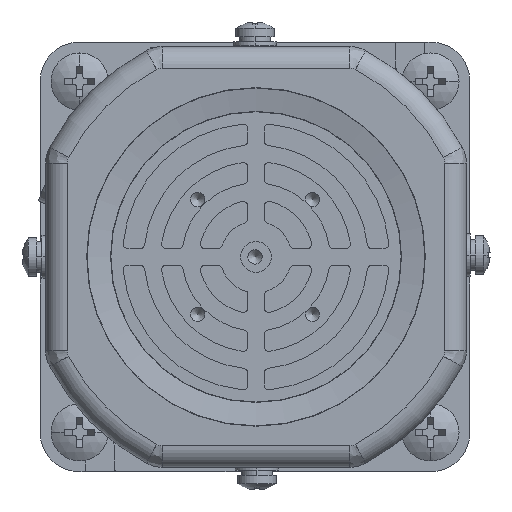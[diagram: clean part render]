
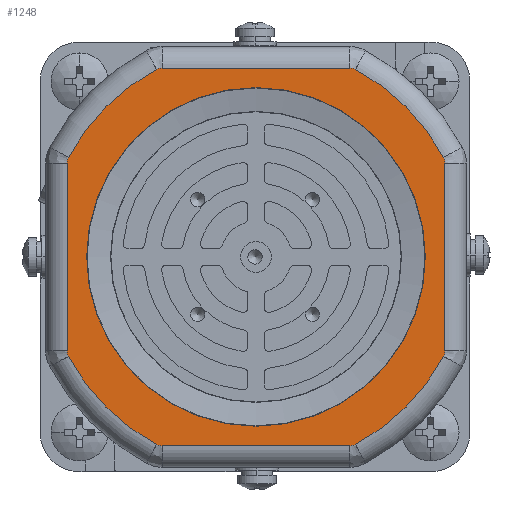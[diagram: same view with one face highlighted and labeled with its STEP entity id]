
A CAD part, left-side view. The second image highlights one B-rep face of the part: STEP entity #1248.
In plain terms, the highlighted planar face has unit normal (-1, 0, 0).
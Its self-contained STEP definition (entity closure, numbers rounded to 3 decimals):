
#353=FACE_BOUND('',#3218,.T.);
#625=PLANE('',#14466);
#1248=ADVANCED_FACE('',(#2385,#353),#625,.F.);
#2385=FACE_OUTER_BOUND('',#3217,.T.);
#3217=EDGE_LOOP('',(#7299,#7300,#7301,#7302,#7303,#7304,#7305,#7306,#7307,
#7308,#7309,#7310,#7311,#7312,#7313,#7314));
#3218=EDGE_LOOP('',(#7315));
#4177=LINE('',#22295,#5043);
#4178=LINE('',#22303,#5044);
#4179=LINE('',#22311,#5045);
#4180=LINE('',#22319,#5046);
#5043=VECTOR('',#17482,1.);
#5044=VECTOR('',#17489,1.);
#5045=VECTOR('',#17496,1.);
#5046=VECTOR('',#17503,1.);
#7299=ORIENTED_EDGE('',*,*,#11688,.T.);
#7300=ORIENTED_EDGE('',*,*,#11689,.T.);
#7301=ORIENTED_EDGE('',*,*,#11690,.T.);
#7302=ORIENTED_EDGE('',*,*,#11691,.T.);
#7303=ORIENTED_EDGE('',*,*,#11692,.T.);
#7304=ORIENTED_EDGE('',*,*,#11693,.T.);
#7305=ORIENTED_EDGE('',*,*,#11694,.T.);
#7306=ORIENTED_EDGE('',*,*,#11695,.T.);
#7307=ORIENTED_EDGE('',*,*,#11696,.T.);
#7308=ORIENTED_EDGE('',*,*,#11697,.T.);
#7309=ORIENTED_EDGE('',*,*,#11698,.T.);
#7310=ORIENTED_EDGE('',*,*,#11699,.T.);
#7311=ORIENTED_EDGE('',*,*,#11700,.T.);
#7312=ORIENTED_EDGE('',*,*,#11701,.T.);
#7313=ORIENTED_EDGE('',*,*,#11702,.T.);
#7314=ORIENTED_EDGE('',*,*,#11703,.T.);
#7315=ORIENTED_EDGE('',*,*,#11687,.F.);
#10109=VERTEX_POINT('',#22288);
#10110=VERTEX_POINT('',#22291);
#10111=VERTEX_POINT('',#22292);
#10112=VERTEX_POINT('',#22294);
#10113=VERTEX_POINT('',#22296);
#10114=VERTEX_POINT('',#22298);
#10115=VERTEX_POINT('',#22300);
#10116=VERTEX_POINT('',#22302);
#10117=VERTEX_POINT('',#22304);
#10118=VERTEX_POINT('',#22306);
#10119=VERTEX_POINT('',#22308);
#10120=VERTEX_POINT('',#22310);
#10121=VERTEX_POINT('',#22312);
#10122=VERTEX_POINT('',#22314);
#10123=VERTEX_POINT('',#22316);
#10124=VERTEX_POINT('',#22318);
#10125=VERTEX_POINT('',#22320);
#11687=EDGE_CURVE('',#10109,#10109,#13158,.T.);
#11688=EDGE_CURVE('',#10110,#10111,#13159,.T.);
#11689=EDGE_CURVE('',#10111,#10112,#13160,.T.);
#11690=EDGE_CURVE('',#10112,#10113,#4177,.T.);
#11691=EDGE_CURVE('',#10113,#10114,#13161,.T.);
#11692=EDGE_CURVE('',#10114,#10115,#13162,.T.);
#11693=EDGE_CURVE('',#10115,#10116,#13163,.T.);
#11694=EDGE_CURVE('',#10116,#10117,#4178,.T.);
#11695=EDGE_CURVE('',#10117,#10118,#13164,.T.);
#11696=EDGE_CURVE('',#10118,#10119,#13165,.T.);
#11697=EDGE_CURVE('',#10119,#10120,#13166,.T.);
#11698=EDGE_CURVE('',#10120,#10121,#4179,.T.);
#11699=EDGE_CURVE('',#10121,#10122,#13167,.T.);
#11700=EDGE_CURVE('',#10122,#10123,#13168,.T.);
#11701=EDGE_CURVE('',#10123,#10124,#13169,.T.);
#11702=EDGE_CURVE('',#10124,#10125,#4180,.T.);
#11703=EDGE_CURVE('',#10125,#10110,#13170,.T.);
#13158=CIRCLE('',#14452,35.421);
#13159=CIRCLE('',#14454,44.5);
#13160=CIRCLE('',#14455,2.5);
#13161=CIRCLE('',#14456,2.5);
#13162=CIRCLE('',#14457,44.5);
#13163=CIRCLE('',#14458,2.5);
#13164=CIRCLE('',#14459,2.5);
#13165=CIRCLE('',#14460,44.5);
#13166=CIRCLE('',#14461,2.5);
#13167=CIRCLE('',#14462,2.5);
#13168=CIRCLE('',#14463,44.5);
#13169=CIRCLE('',#14464,2.5);
#13170=CIRCLE('',#14465,2.5);
#14452=AXIS2_PLACEMENT_3D('',#22287,#17474,#17475);
#14454=AXIS2_PLACEMENT_3D('',#22290,#17478,#17479);
#14455=AXIS2_PLACEMENT_3D('',#22293,#17480,#17481);
#14456=AXIS2_PLACEMENT_3D('',#22297,#17483,#17484);
#14457=AXIS2_PLACEMENT_3D('',#22299,#17485,#17486);
#14458=AXIS2_PLACEMENT_3D('',#22301,#17487,#17488);
#14459=AXIS2_PLACEMENT_3D('',#22305,#17490,#17491);
#14460=AXIS2_PLACEMENT_3D('',#22307,#17492,#17493);
#14461=AXIS2_PLACEMENT_3D('',#22309,#17494,#17495);
#14462=AXIS2_PLACEMENT_3D('',#22313,#17497,#17498);
#14463=AXIS2_PLACEMENT_3D('',#22315,#17499,#17500);
#14464=AXIS2_PLACEMENT_3D('',#22317,#17501,#17502);
#14465=AXIS2_PLACEMENT_3D('',#22321,#17504,#17505);
#14466=AXIS2_PLACEMENT_3D('',#22322,#17506,#17507);
#17474=DIRECTION('',(-1.,0.,0.));
#17475=DIRECTION('',(0.,0.,1.));
#17478=DIRECTION('',(-1.,0.,0.));
#17479=DIRECTION('',(0.,0.,-1.));
#17480=DIRECTION('',(-1.,0.,0.));
#17481=DIRECTION('',(0.,0.,-1.));
#17482=DIRECTION('',(0.,0.,-1.));
#17483=DIRECTION('',(-1.,0.,0.));
#17484=DIRECTION('',(0.,0.,-1.));
#17485=DIRECTION('',(-1.,0.,0.));
#17486=DIRECTION('',(0.,0.,-1.));
#17487=DIRECTION('',(-1.,0.,0.));
#17488=DIRECTION('',(0.,0.,-1.));
#17489=DIRECTION('',(0.,-1.,0.));
#17490=DIRECTION('',(-1.,0.,0.));
#17491=DIRECTION('',(0.,0.,-1.));
#17492=DIRECTION('',(-1.,0.,0.));
#17493=DIRECTION('',(0.,0.,-1.));
#17494=DIRECTION('',(-1.,0.,0.));
#17495=DIRECTION('',(0.,0.,-1.));
#17496=DIRECTION('',(0.,0.,1.));
#17497=DIRECTION('',(-1.,0.,0.));
#17498=DIRECTION('',(0.,0.,-1.));
#17499=DIRECTION('',(-1.,0.,0.));
#17500=DIRECTION('',(0.,0.,-1.));
#17501=DIRECTION('',(-1.,0.,0.));
#17502=DIRECTION('',(0.,0.,-1.));
#17503=DIRECTION('',(0.,1.,0.));
#17504=DIRECTION('',(-1.,0.,0.));
#17505=DIRECTION('',(0.,0.,-1.));
#17506=DIRECTION('',(1.,0.,0.));
#17507=DIRECTION('',(0.,0.,-1.));
#22287=CARTESIAN_POINT('',(2504.192,-775.357,0.));
#22288=CARTESIAN_POINT('',(2504.192,-775.357,35.421));
#22290=CARTESIAN_POINT('',(2504.192,-775.357,0.));
#22291=CARTESIAN_POINT('',(2504.192,-754.498,39.308));
#22292=CARTESIAN_POINT('',(2504.192,-736.049,20.859));
#22293=CARTESIAN_POINT('',(2504.192,-738.257,19.687));
#22294=CARTESIAN_POINT('',(2504.192,-735.757,19.687));
#22295=CARTESIAN_POINT('',(2504.192,-735.757,0.));
#22296=CARTESIAN_POINT('',(2504.192,-735.757,-19.687));
#22297=CARTESIAN_POINT('',(2504.192,-738.257,-19.687));
#22298=CARTESIAN_POINT('',(2504.192,-736.049,-20.859));
#22299=CARTESIAN_POINT('',(2504.192,-775.357,0.));
#22300=CARTESIAN_POINT('',(2504.192,-754.498,-39.308));
#22301=CARTESIAN_POINT('',(2504.192,-755.67,-37.1));
#22302=CARTESIAN_POINT('',(2504.192,-755.67,-39.6));
#22303=CARTESIAN_POINT('',(2504.192,-735.757,-39.6));
#22304=CARTESIAN_POINT('',(2504.192,-795.045,-39.6));
#22305=CARTESIAN_POINT('',(2504.192,-795.045,-37.1));
#22306=CARTESIAN_POINT('',(2504.192,-796.217,-39.308));
#22307=CARTESIAN_POINT('',(2504.192,-775.357,0.));
#22308=CARTESIAN_POINT('',(2504.192,-814.666,-20.859));
#22309=CARTESIAN_POINT('',(2504.192,-812.457,-19.687));
#22310=CARTESIAN_POINT('',(2504.192,-814.957,-19.687));
#22311=CARTESIAN_POINT('',(2504.192,-814.957,0.));
#22312=CARTESIAN_POINT('',(2504.192,-814.957,19.687));
#22313=CARTESIAN_POINT('',(2504.192,-812.457,19.687));
#22314=CARTESIAN_POINT('',(2504.192,-814.666,20.859));
#22315=CARTESIAN_POINT('',(2504.192,-775.357,0.));
#22316=CARTESIAN_POINT('',(2504.192,-796.217,39.308));
#22317=CARTESIAN_POINT('',(2504.192,-795.045,37.1));
#22318=CARTESIAN_POINT('',(2504.192,-795.045,39.6));
#22319=CARTESIAN_POINT('',(2504.192,-735.757,39.6));
#22320=CARTESIAN_POINT('',(2504.192,-755.67,39.6));
#22321=CARTESIAN_POINT('',(2504.192,-755.67,37.1));
#22322=CARTESIAN_POINT('',(2504.192,-735.757,0.));
